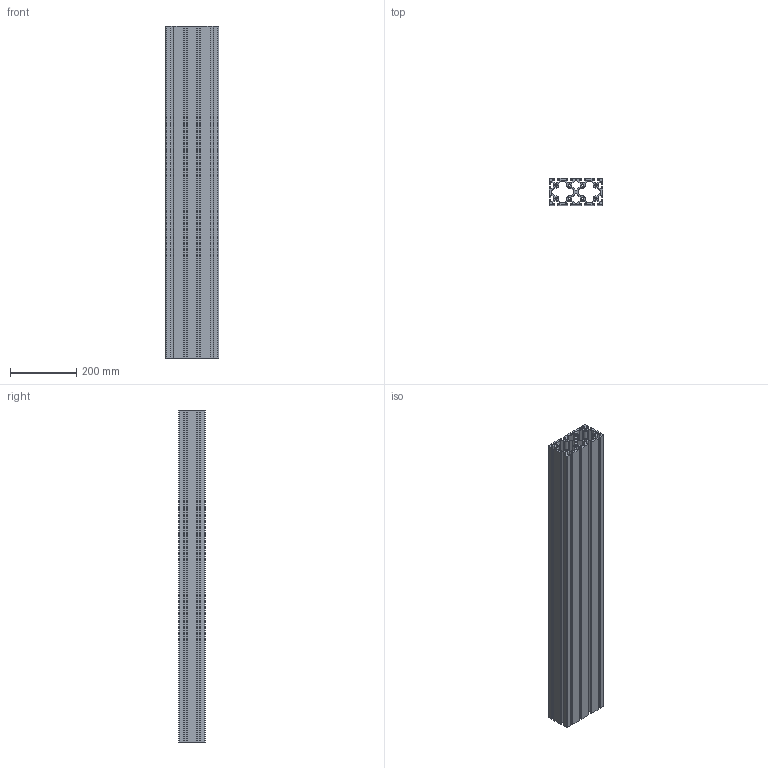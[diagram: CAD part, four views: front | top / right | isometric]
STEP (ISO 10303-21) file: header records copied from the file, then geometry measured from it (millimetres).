
FILE_DESCRIPTION(/* description */ ('PROF.80x160 12C P'),/* implementation_level */ '2;1');
FILE_NAME(/* name */ 'BPRDD0000210.stp',/* time_stamp */ '2023-03-02T10:41:35+01:00',/* author */ ('tecnico7'),/* organization */ (''),/* preprocessor_version */ 'ST-DEVELOPER v18.1',/* originating_system */ 'Autodesk Inventor 2022',/* authorisation */ '');
FILE_SCHEMA (('AUTOMOTIVE_DESIGN { 1 0 10303 214 3 1 1 }'));
Length unit declared in the file: millimetre
Products named in the file (1): BPRDD0000210
Bounding box: 160 x 80 x 1000 mm (x, y, z)
Volume: 4502900.9 mm3; surface area: 1737206.8 mm2
Topology: 1 solids, 1 shells, 298 faces, 888 edges, 592 vertices
Faces by surface type: cylinder 152, plane 146
Full cylindrical faces by diameter (mm): 6.8 x8
Entity records: 10187 total; most frequent: DIRECTION 1790, CARTESIAN_POINT 1779, ORIENTED_EDGE 1776, EDGE_CURVE 888, AXIS2_PLACEMENT_3D 603, VERTEX_POINT 592, LINE 584, VECTOR 584
